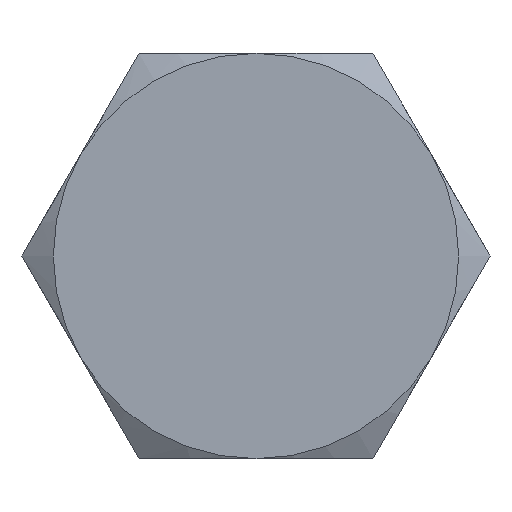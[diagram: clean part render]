
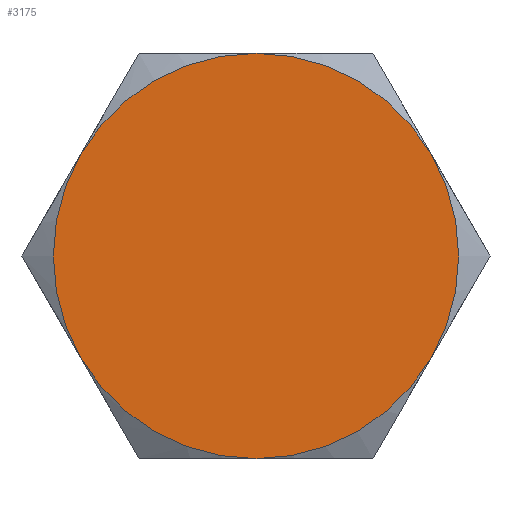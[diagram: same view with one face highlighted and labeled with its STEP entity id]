
A CAD part, left-side view. The second image highlights one B-rep face of the part: STEP entity #3175.
In plain terms, the highlighted planar face has unit normal (-1, 0, 0).
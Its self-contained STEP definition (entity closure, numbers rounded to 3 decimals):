
#16 = DIRECTION ( 'NONE',  ( 1., 0., 0. ) ) ;
#86 = CARTESIAN_POINT ( 'NONE',  ( 0., 0., 0. ) ) ;
#137 = VERTEX_POINT ( 'NONE', #1336 ) ;
#178 = CARTESIAN_POINT ( 'NONE',  ( 0., 0., 6.5 ) ) ;
#213 = CIRCLE ( 'NONE', #2045, 6.5 ) ;
#214 = DIRECTION ( 'NONE',  ( 0., 0., 1. ) ) ;
#220 = VERTEX_POINT ( 'NONE', #1383 ) ;
#348 = ORIENTED_EDGE ( 'NONE', *, *, #1143, .F. ) ;
#430 = DIRECTION ( 'NONE',  ( 0., 0., -1. ) ) ;
#587 = VERTEX_POINT ( 'NONE', #2113 ) ;
#596 = EDGE_CURVE ( 'NONE', #220, #3370, #3635, .T. ) ;
#602 = AXIS2_PLACEMENT_3D ( 'NONE', #1833, #3844, #2132 ) ;
#706 = AXIS2_PLACEMENT_3D ( 'NONE', #3716, #2005, #214 ) ;
#752 = AXIS2_PLACEMENT_3D ( 'NONE', #3078, #1352, #3363 ) ;
#795 = CIRCLE ( 'NONE', #3514, 6.5 ) ;
#834 = EDGE_CURVE ( 'NONE', #3095, #1157, #2639, .T. ) ;
#853 = PLANE ( 'NONE',  #1102 ) ;
#907 = CARTESIAN_POINT ( 'NONE',  ( 0., 5.629, 3.25 ) ) ;
#1102 = AXIS2_PLACEMENT_3D ( 'NONE', #2319, #1138, #2883 ) ;
#1138 = DIRECTION ( 'NONE',  ( 1., 0., 0. ) ) ;
#1143 = EDGE_CURVE ( 'NONE', #587, #137, #213, .T. ) ;
#1148 = ORIENTED_EDGE ( 'NONE', *, *, #2934, .F. ) ;
#1150 = FACE_OUTER_BOUND ( 'NONE', #3432, .T. ) ;
#1157 = VERTEX_POINT ( 'NONE', #907 ) ;
#1336 = CARTESIAN_POINT ( 'NONE',  ( 0., 5.629, -3.25 ) ) ;
#1352 = DIRECTION ( 'NONE',  ( 1., 0., 0. ) ) ;
#1383 = CARTESIAN_POINT ( 'NONE',  ( 0., -5.629, 3.25 ) ) ;
#1434 = ORIENTED_EDGE ( 'NONE', *, *, #1466, .F. ) ;
#1466 = EDGE_CURVE ( 'NONE', #3095, #220, #795, .T. ) ;
#1527 = ORIENTED_EDGE ( 'NONE', *, *, #834, .T. ) ;
#1696 = EDGE_CURVE ( 'NONE', #137, #1157, #2640, .T. ) ;
#1791 = DIRECTION ( 'NONE',  ( 1., 0., 0. ) ) ;
#1833 = CARTESIAN_POINT ( 'NONE',  ( 0., 0., 0. ) ) ;
#1873 = CARTESIAN_POINT ( 'NONE',  ( 0., 0., 0. ) ) ;
#2005 = DIRECTION ( 'NONE',  ( -1., 0., 0. ) ) ;
#2045 = AXIS2_PLACEMENT_3D ( 'NONE', #3501, #1791, #3788 ) ;
#2113 = CARTESIAN_POINT ( 'NONE',  ( 0., 0., -6.5 ) ) ;
#2132 = DIRECTION ( 'NONE',  ( 0., 0., -1. ) ) ;
#2161 = DIRECTION ( 'NONE',  ( 0., 0., -1. ) ) ;
#2173 = CIRCLE ( 'NONE', #752, 6.5 ) ;
#2212 = DIRECTION ( 'NONE',  ( 1., 0., 0. ) ) ;
#2319 = CARTESIAN_POINT ( 'NONE',  ( 0., 7.506, 0. ) ) ;
#2639 = CIRCLE ( 'NONE', #706, 6.5 ) ;
#2640 = CIRCLE ( 'NONE', #3314, 6.5 ) ;
#2883 = DIRECTION ( 'NONE',  ( 0., 0., -1. ) ) ;
#2934 = EDGE_CURVE ( 'NONE', #3370, #587, #2173, .T. ) ;
#3001 = ORIENTED_EDGE ( 'NONE', *, *, #1696, .F. ) ;
#3078 = CARTESIAN_POINT ( 'NONE',  ( 0., 0., 0. ) ) ;
#3095 = VERTEX_POINT ( 'NONE', #178 ) ;
#3175 = ADVANCED_FACE ( 'NONE', ( #1150 ), #853, .F. ) ;
#3248 = CARTESIAN_POINT ( 'NONE',  ( 0., -5.629, -3.25 ) ) ;
#3314 = AXIS2_PLACEMENT_3D ( 'NONE', #86, #2212, #430 ) ;
#3363 = DIRECTION ( 'NONE',  ( 0., 0., -1. ) ) ;
#3370 = VERTEX_POINT ( 'NONE', #3248 ) ;
#3432 = EDGE_LOOP ( 'NONE', ( #348, #1148, #3538, #1434, #1527, #3001 ) ) ;
#3501 = CARTESIAN_POINT ( 'NONE',  ( 0., 0., 0. ) ) ;
#3514 = AXIS2_PLACEMENT_3D ( 'NONE', #1873, #16, #2161 ) ;
#3538 = ORIENTED_EDGE ( 'NONE', *, *, #596, .F. ) ;
#3635 = CIRCLE ( 'NONE', #602, 6.5 ) ;
#3716 = CARTESIAN_POINT ( 'NONE',  ( 0., 0., 0. ) ) ;
#3788 = DIRECTION ( 'NONE',  ( 0., 0., -1. ) ) ;
#3844 = DIRECTION ( 'NONE',  ( 1., 0., 0. ) ) ;
